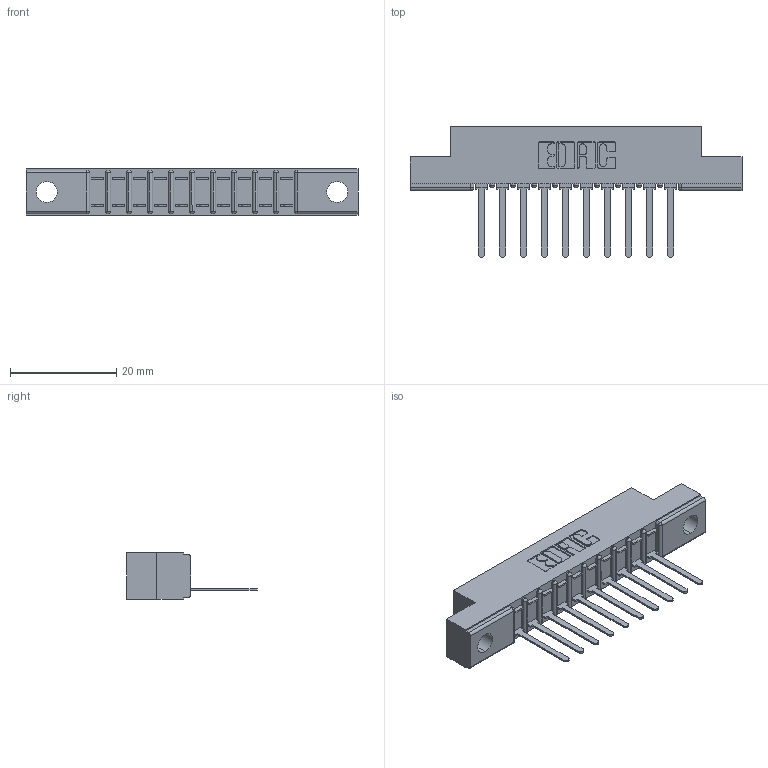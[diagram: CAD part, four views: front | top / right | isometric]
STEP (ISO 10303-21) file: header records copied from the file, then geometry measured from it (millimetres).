
FILE_DESCRIPTION (( 'STEP AP203' ), '1' );
FILE_NAME ('357-010-541-104.STEP', '2018-08-07T03:08:46', ( '' ), ( '' ), 'SwSTEP 2.0', 'SolidWorks 2016', '' );
FILE_SCHEMA (( 'CONFIG_CONTROL_DESIGN' ));
Length unit declared in the file: inch
Products named in the file (3): 307 Part_.156 Dia Mounting Holes; 307-290-002_541; 357-010-541-104
Assembly tree (11 placements, depth 2):
  357-010-541-104
    307 Part_.156 Dia Mounting Holes
    307-290-002_541  x10
Bounding box: 62.64 x 24.59 x 8.71 mm (x, y, z)
Volume: 4051.1 mm3; surface area: 6762.3 mm2
Topology: 11 solids, 11 shells, 883 faces, 2679 edges, 1754 vertices
Faces by surface type: plane 534, cylinder 327, sphere 22
Entity records: 13654 total; most frequent: CARTESIAN_POINT 2302, ORIENTED_EDGE 2290, DIRECTION 2243, EDGE_CURVE 1145, VECTOR 869, LINE 869, VERTEX_POINT 746, AXIS2_PLACEMENT_3D 687
